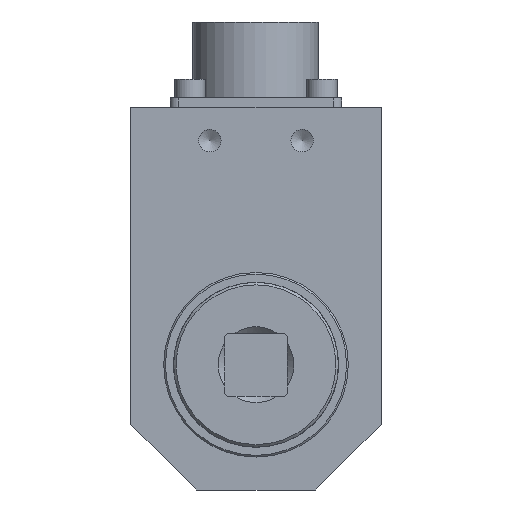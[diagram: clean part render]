
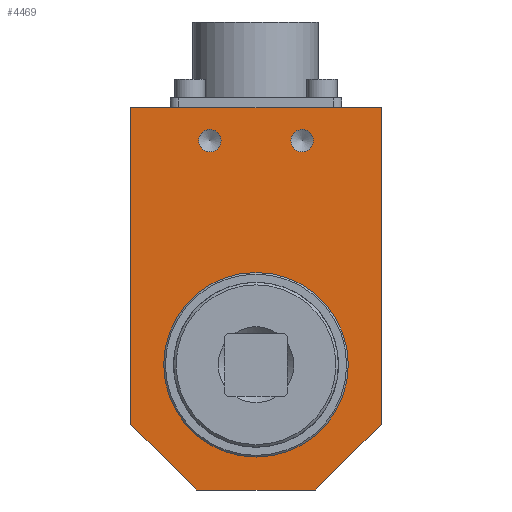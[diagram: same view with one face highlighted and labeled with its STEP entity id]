
A CAD part, left-side view. The second image highlights one B-rep face of the part: STEP entity #4469.
In plain terms, the highlighted planar face has unit normal (-1, 0, 0).
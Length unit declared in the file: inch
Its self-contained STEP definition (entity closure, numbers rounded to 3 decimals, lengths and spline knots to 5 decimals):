
#236=CARTESIAN_POINT('',(-0.865,-0.00197,0.15921));
#237=VERTEX_POINT('',#236);
#238=CARTESIAN_POINT('',(-0.865,-0.00197,-0.39197));
#239=DIRECTION('',(1.0,0.0,0.0));
#240=DIRECTION('',(0.0,0.0,-1.0));
#241=AXIS2_PLACEMENT_3D('',#238,#239,#240);
#242=CIRCLE('',#241,0.55118);
#243=EDGE_CURVE('',#237,#237,#242,.T.);
#813=CARTESIAN_POINT('',(-0.865,0.27362,1.01398));
#814=VERTEX_POINT('',#813);
#815=CARTESIAN_POINT('',(-0.865,0.27362,0.94661));
#816=DIRECTION('',(1.0,0.0,0.0));
#817=DIRECTION('',(0.0,0.0,-1.0));
#818=AXIS2_PLACEMENT_3D('',#815,#816,#817);
#819=CIRCLE('',#818,0.06736);
#820=EDGE_CURVE('',#814,#814,#819,.T.);
#961=CARTESIAN_POINT('',(-0.865,-0.27756,1.01398));
#962=VERTEX_POINT('',#961);
#963=CARTESIAN_POINT('',(-0.865,-0.27756,0.94661));
#964=DIRECTION('',(1.0,0.0,0.0));
#965=DIRECTION('',(0.0,0.0,-1.0));
#966=AXIS2_PLACEMENT_3D('',#963,#964,#965);
#967=CIRCLE('',#966,0.06736);
#968=EDGE_CURVE('',#962,#962,#967,.T.);
#3958=CARTESIAN_POINT('',(-0.865,0.74606,1.14346));
#3959=VERTEX_POINT('',#3958);
#3966=CARTESIAN_POINT('',(-0.865,-0.75,1.14346));
#3967=VERTEX_POINT('',#3966);
#3968=CARTESIAN_POINT('',(-0.865,0.74606,1.14346));
#3969=DIRECTION('',(0.0,-1.0,0.0));
#3970=VECTOR('',#3969,1.49606);
#3971=LINE('',#3968,#3970);
#3972=EDGE_CURVE('',#3959,#3967,#3971,.T.);
#4375=CARTESIAN_POINT('',(-0.865,0.35236,-1.14));
#4376=VERTEX_POINT('',#4375);
#4383=CARTESIAN_POINT('',(-0.865,0.74606,-0.7463));
#4384=VERTEX_POINT('',#4383);
#4385=CARTESIAN_POINT('',(-0.865,0.35236,-1.14));
#4386=DIRECTION('',(0.0,0.707,0.707));
#4387=VECTOR('',#4386,0.55678);
#4388=LINE('',#4385,#4387);
#4389=EDGE_CURVE('',#4376,#4384,#4388,.T.);
#4406=CARTESIAN_POINT('',(-0.865,0.74606,1.14346));
#4407=DIRECTION('',(0.0,0.0,-1.0));
#4408=VECTOR('',#4407,1.88976);
#4409=LINE('',#4406,#4408);
#4410=EDGE_CURVE('',#3959,#4384,#4409,.T.);
#4428=CARTESIAN_POINT('',(-0.865,-0.00197,-0.23449));
#4429=DIRECTION('',(1.0,0.0,0.0));
#4430=DIRECTION('',(0.0,0.0,-1.0));
#4431=AXIS2_PLACEMENT_3D('',#4428,#4429,#4430);
#4432=PLANE('',#4431);
#4433=ORIENTED_EDGE('',*,*,#4389,.F.);
#4434=CARTESIAN_POINT('',(-0.865,-0.3563,-1.14));
#4435=VERTEX_POINT('',#4434);
#4436=CARTESIAN_POINT('',(-0.865,0.35236,-1.14));
#4437=DIRECTION('',(0.0,-1.0,0.0));
#4438=VECTOR('',#4437,0.70866);
#4439=LINE('',#4436,#4438);
#4440=EDGE_CURVE('',#4376,#4435,#4439,.T.);
#4441=ORIENTED_EDGE('',*,*,#4440,.T.);
#4442=CARTESIAN_POINT('',(-0.865,-0.75,-0.7463));
#4443=VERTEX_POINT('',#4442);
#4444=CARTESIAN_POINT('',(-0.865,-0.75,-0.7463));
#4445=DIRECTION('',(0.0,0.707,-0.707));
#4446=VECTOR('',#4445,0.55678);
#4447=LINE('',#4444,#4446);
#4448=EDGE_CURVE('',#4443,#4435,#4447,.T.);
#4449=ORIENTED_EDGE('',*,*,#4448,.F.);
#4450=CARTESIAN_POINT('',(-0.865,-0.75,-0.7463));
#4451=DIRECTION('',(0.0,0.0,1.0));
#4452=VECTOR('',#4451,1.88976);
#4453=LINE('',#4450,#4452);
#4454=EDGE_CURVE('',#4443,#3967,#4453,.T.);
#4455=ORIENTED_EDGE('',*,*,#4454,.T.);
#4456=ORIENTED_EDGE('',*,*,#3972,.F.);
#4457=ORIENTED_EDGE('',*,*,#4410,.T.);
#4458=EDGE_LOOP('',(#4433,#4441,#4449,#4455,#4456,#4457));
#4459=FACE_OUTER_BOUND('',#4458,.T.);
#4460=ORIENTED_EDGE('',*,*,#820,.T.);
#4461=EDGE_LOOP('',(#4460));
#4462=FACE_BOUND('',#4461,.T.);
#4463=ORIENTED_EDGE('',*,*,#968,.T.);
#4464=EDGE_LOOP('',(#4463));
#4465=FACE_BOUND('',#4464,.T.);
#4466=ORIENTED_EDGE('',*,*,#243,.T.);
#4467=EDGE_LOOP('',(#4466));
#4468=FACE_BOUND('',#4467,.T.);
#4469=ADVANCED_FACE('',(#4459,#4462,#4465,#4468),#4432,.F.);
